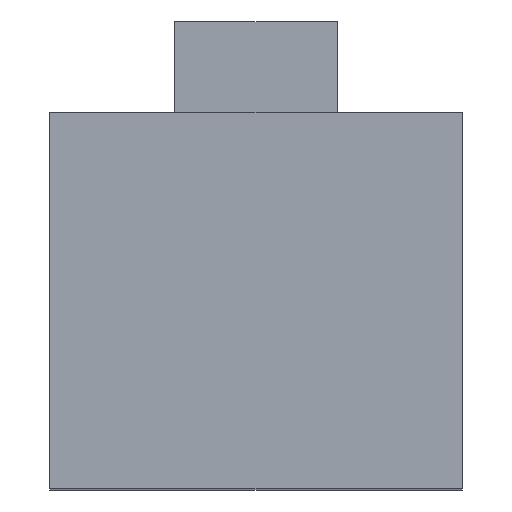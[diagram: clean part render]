
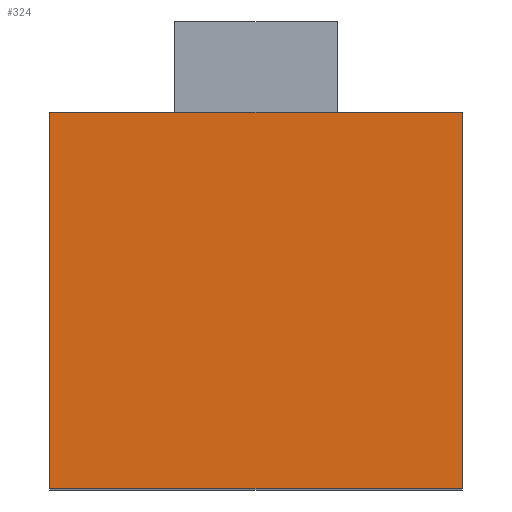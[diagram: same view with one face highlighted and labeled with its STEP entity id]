
A CAD part, top view. The second image highlights one B-rep face of the part: STEP entity #324.
In plain terms, the highlighted planar face has unit normal (0, 0, 1).
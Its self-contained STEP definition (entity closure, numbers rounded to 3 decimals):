
#1 = LINE ( 'NONE', #241, #163 ) ;
#4 = DIRECTION ( 'NONE',  ( 0., 1., 0. ) ) ;
#10 = AXIS2_PLACEMENT_3D ( 'NONE', #225, #243, #308 ) ;
#40 = VECTOR ( 'NONE', #155, 1000. ) ;
#52 = EDGE_CURVE ( 'NONE', #342, #231, #353, .T. ) ;
#64 = PLANE ( 'NONE',  #10 ) ;
#66 = DIRECTION ( 'NONE',  ( 1., 0., 0. ) ) ;
#70 = EDGE_CURVE ( 'NONE', #231, #340, #1, .T. ) ;
#77 = VERTEX_POINT ( 'NONE', #304 ) ;
#80 = ORIENTED_EDGE ( 'NONE', *, *, #275, .T. ) ;
#94 = LINE ( 'NONE', #242, #40 ) ;
#99 = EDGE_CURVE ( 'NONE', #77, #342, #94, .T. ) ;
#111 = ORIENTED_EDGE ( 'NONE', *, *, #99, .T. ) ;
#128 = VECTOR ( 'NONE', #183, 1000. ) ;
#129 = LINE ( 'NONE', #156, #128 ) ;
#155 = DIRECTION ( 'NONE',  ( 0., -1., 0. ) ) ;
#156 = CARTESIAN_POINT ( 'NONE',  ( -22.805, 20.86, 70. ) ) ;
#162 = CARTESIAN_POINT ( 'NONE',  ( 22.805, -20.86, 70. ) ) ;
#163 = VECTOR ( 'NONE', #4, 1000. ) ;
#183 = DIRECTION ( 'NONE',  ( -1., 0., 0. ) ) ;
#201 = EDGE_LOOP ( 'NONE', ( #257, #80, #111, #287 ) ) ;
#217 = CARTESIAN_POINT ( 'NONE',  ( -22.805, -20.86, 70. ) ) ;
#220 = VECTOR ( 'NONE', #66, 1000. ) ;
#225 = CARTESIAN_POINT ( 'NONE',  ( 0., 0., 70. ) ) ;
#231 = VERTEX_POINT ( 'NONE', #162 ) ;
#240 = FACE_OUTER_BOUND ( 'NONE', #201, .T. ) ;
#241 = CARTESIAN_POINT ( 'NONE',  ( 22.805, -20.86, 70. ) ) ;
#242 = CARTESIAN_POINT ( 'NONE',  ( -22.805, -20.86, 70. ) ) ;
#243 = DIRECTION ( 'NONE',  ( 0., 0., -1. ) ) ;
#257 = ORIENTED_EDGE ( 'NONE', *, *, #70, .T. ) ;
#275 = EDGE_CURVE ( 'NONE', #340, #77, #129, .T. ) ;
#287 = ORIENTED_EDGE ( 'NONE', *, *, #52, .T. ) ;
#304 = CARTESIAN_POINT ( 'NONE',  ( -22.805, 20.86, 70. ) ) ;
#308 = DIRECTION ( 'NONE',  ( -1., 0., 0. ) ) ;
#324 = ADVANCED_FACE ( 'NONE', ( #240 ), #64, .F. ) ;
#340 = VERTEX_POINT ( 'NONE', #362 ) ;
#342 = VERTEX_POINT ( 'NONE', #217 ) ;
#353 = LINE ( 'NONE', #377, #220 ) ;
#362 = CARTESIAN_POINT ( 'NONE',  ( 22.805, 20.86, 70. ) ) ;
#377 = CARTESIAN_POINT ( 'NONE',  ( -22.805, -20.86, 70. ) ) ;
